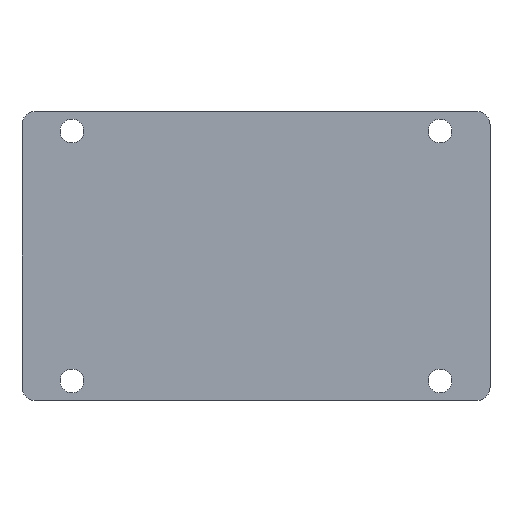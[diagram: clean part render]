
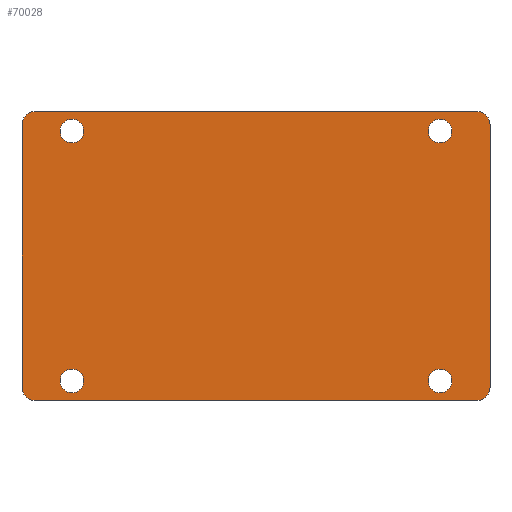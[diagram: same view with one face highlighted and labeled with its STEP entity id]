
A CAD part, front view. The second image highlights one B-rep face of the part: STEP entity #70028.
In plain terms, the highlighted face is planar.
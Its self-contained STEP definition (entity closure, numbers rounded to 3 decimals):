
#550 = FACE_OUTER_BOUND ( 'NONE', #24326, .T. ) ;
#661 = DIRECTION ( 'NONE',  ( 0., 0., 1. ) ) ;
#932 = DIRECTION ( 'NONE',  ( 1., 0., 0. ) ) ;
#1133 = DIRECTION ( 'NONE',  ( 1., 0., 0. ) ) ;
#1413 = CARTESIAN_POINT ( 'NONE',  ( -74.5, 47.5, 42. ) ) ;
#1587 = DIRECTION ( 'NONE',  ( 0., 0., 1. ) ) ;
#1942 = EDGE_CURVE ( 'NONE', #35423, #14924, #24987, .T. ) ;
#2192 = EDGE_CURVE ( 'NONE', #11069, #43796, #60372, .T. ) ;
#2261 = AXIS2_PLACEMENT_3D ( 'NONE', #13367, #3008, #14311 ) ;
#2308 = FACE_BOUND ( 'NONE', #13752, .T. ) ;
#3008 = DIRECTION ( 'NONE',  ( 0., 0., 1. ) ) ;
#4032 = ORIENTED_EDGE ( 'NONE', *, *, #18275, .F. ) ;
#4036 = AXIS2_PLACEMENT_3D ( 'NONE', #30583, #52662, #30352 ) ;
#4441 = CARTESIAN_POINT ( 'NONE',  ( 84., -55., 42. ) ) ;
#4688 = ORIENTED_EDGE ( 'NONE', *, *, #69803, .F. ) ;
#6356 = DIRECTION ( 'NONE',  ( 1., 0., 0. ) ) ;
#6883 = CARTESIAN_POINT ( 'NONE',  ( 70., 47.5, 42. ) ) ;
#7064 = EDGE_LOOP ( 'NONE', ( #4032, #20625 ) ) ;
#8757 = VERTEX_POINT ( 'NONE', #19478 ) ;
#9362 = AXIS2_PLACEMENT_3D ( 'NONE', #24080, #1587, #12703 ) ;
#9617 = ORIENTED_EDGE ( 'NONE', *, *, #36032, .F. ) ;
#9712 = CIRCLE ( 'NONE', #59936, 4.5 ) ;
#11069 = VERTEX_POINT ( 'NONE', #15335 ) ;
#11690 = VERTEX_POINT ( 'NONE', #29107 ) ;
#11975 = DIRECTION ( 'NONE',  ( 0., 0., 1. ) ) ;
#12161 = DIRECTION ( 'NONE',  ( 1., 0., 0. ) ) ;
#12333 = EDGE_CURVE ( 'NONE', #20277, #54391, #23476, .T. ) ;
#12703 = DIRECTION ( 'NONE',  ( 1., 0., 0. ) ) ;
#13026 = CARTESIAN_POINT ( 'NONE',  ( 74.5, 47.5, 42. ) ) ;
#13367 = CARTESIAN_POINT ( 'NONE',  ( 70., 47.5, 42. ) ) ;
#13647 = LINE ( 'NONE', #44302, #57128 ) ;
#13752 = EDGE_LOOP ( 'NONE', ( #33042, #64066 ) ) ;
#14311 = DIRECTION ( 'NONE',  ( -1., 0., 0. ) ) ;
#14587 = DIRECTION ( 'NONE',  ( 0., 0., 1. ) ) ;
#14887 = LINE ( 'NONE', #45763, #69849 ) ;
#14924 = VERTEX_POINT ( 'NONE', #34796 ) ;
#15335 = CARTESIAN_POINT ( 'NONE',  ( 74.5, -47.5, 42. ) ) ;
#15544 = EDGE_CURVE ( 'NONE', #43796, #11069, #49597, .T. ) ;
#15599 = CARTESIAN_POINT ( 'NONE',  ( -70., 47.5, 42. ) ) ;
#15707 = CARTESIAN_POINT ( 'NONE',  ( -70., 47.5, 42. ) ) ;
#16086 = DIRECTION ( 'NONE',  ( 0., -1., 0. ) ) ;
#16169 = CARTESIAN_POINT ( 'NONE',  ( -89., 55., 42. ) ) ;
#17485 = AXIS2_PLACEMENT_3D ( 'NONE', #51403, #661, #1133 ) ;
#18077 = DIRECTION ( 'NONE',  ( 0., 0., 1. ) ) ;
#18275 = EDGE_CURVE ( 'NONE', #54391, #20277, #9712, .T. ) ;
#18899 = AXIS2_PLACEMENT_3D ( 'NONE', #15707, #26131, #72172 ) ;
#19241 = AXIS2_PLACEMENT_3D ( 'NONE', #46019, #29152, #932 ) ;
#19315 = CARTESIAN_POINT ( 'NONE',  ( -70., -47.5, 42. ) ) ;
#19478 = CARTESIAN_POINT ( 'NONE',  ( 84., 55., 42. ) ) ;
#19874 = EDGE_CURVE ( 'NONE', #61847, #55503, #13647, .T. ) ;
#20062 = ORIENTED_EDGE ( 'NONE', *, *, #30228, .T. ) ;
#20277 = VERTEX_POINT ( 'NONE', #13026 ) ;
#20625 = ORIENTED_EDGE ( 'NONE', *, *, #12333, .F. ) ;
#21830 = EDGE_LOOP ( 'NONE', ( #26103, #51570 ) ) ;
#21832 = DIRECTION ( 'NONE',  ( -1., 0., 0. ) ) ;
#22196 = DIRECTION ( 'NONE',  ( 1., 0., 0. ) ) ;
#23476 = CIRCLE ( 'NONE', #2261, 4.5 ) ;
#24066 = CARTESIAN_POINT ( 'NONE',  ( 89., -50., 42. ) ) ;
#24080 = CARTESIAN_POINT ( 'NONE',  ( -70., -47.5, 42. ) ) ;
#24326 = EDGE_LOOP ( 'NONE', ( #35057, #50959, #27886, #60014, #20062, #48977, #26379, #45157 ) ) ;
#24987 = CIRCLE ( 'NONE', #19241, 5. ) ;
#25254 = VECTOR ( 'NONE', #38786, 1000. ) ;
#25494 = CARTESIAN_POINT ( 'NONE',  ( 84., -50., 42. ) ) ;
#26103 = ORIENTED_EDGE ( 'NONE', *, *, #15544, .F. ) ;
#26131 = DIRECTION ( 'NONE',  ( 0., 0., 1. ) ) ;
#26357 = CARTESIAN_POINT ( 'NONE',  ( -89., 50., 42. ) ) ;
#26379 = ORIENTED_EDGE ( 'NONE', *, *, #32375, .T. ) ;
#26847 = AXIS2_PLACEMENT_3D ( 'NONE', #45927, #11975, #57526 ) ;
#27330 = VERTEX_POINT ( 'NONE', #69932 ) ;
#27886 = ORIENTED_EDGE ( 'NONE', *, *, #19874, .T. ) ;
#29055 = EDGE_CURVE ( 'NONE', #27330, #11690, #52028, .T. ) ;
#29107 = CARTESIAN_POINT ( 'NONE',  ( -65.5, -47.5, 42. ) ) ;
#29152 = DIRECTION ( 'NONE',  ( 0., 0., 1. ) ) ;
#29219 = CIRCLE ( 'NONE', #57516, 5. ) ;
#29237 = CARTESIAN_POINT ( 'NONE',  ( -84., 55., 42. ) ) ;
#29279 = EDGE_LOOP ( 'NONE', ( #4688, #9617 ) ) ;
#29562 = CIRCLE ( 'NONE', #61897, 5. ) ;
#30228 = EDGE_CURVE ( 'NONE', #8757, #47738, #65143, .T. ) ;
#30352 = DIRECTION ( 'NONE',  ( 1., 0., 0. ) ) ;
#30583 = CARTESIAN_POINT ( 'NONE',  ( -84., 50., 42. ) ) ;
#30620 = FACE_BOUND ( 'NONE', #21830, .T. ) ;
#31731 = VERTEX_POINT ( 'NONE', #26357 ) ;
#32375 = EDGE_CURVE ( 'NONE', #31731, #35423, #38422, .T. ) ;
#32488 = AXIS2_PLACEMENT_3D ( 'NONE', #15599, #55265, #21832 ) ;
#33042 = ORIENTED_EDGE ( 'NONE', *, *, #29055, .F. ) ;
#34135 = CARTESIAN_POINT ( 'NONE',  ( -65.5, 47.5, 42. ) ) ;
#34546 = EDGE_CURVE ( 'NONE', #55503, #8757, #29219, .T. ) ;
#34621 = DIRECTION ( 'NONE',  ( 0., 0., 1. ) ) ;
#34796 = CARTESIAN_POINT ( 'NONE',  ( -84., -55., 42. ) ) ;
#35057 = ORIENTED_EDGE ( 'NONE', *, *, #44774, .T. ) ;
#35423 = VERTEX_POINT ( 'NONE', #50886 ) ;
#36032 = EDGE_CURVE ( 'NONE', #66953, #67216, #42693, .T. ) ;
#37444 = DIRECTION ( 'NONE',  ( 0., 0., 1. ) ) ;
#37764 = FACE_BOUND ( 'NONE', #7064, .T. ) ;
#37801 = CIRCLE ( 'NONE', #4036, 5. ) ;
#38269 = CARTESIAN_POINT ( 'NONE',  ( 65.5, 47.5, 42. ) ) ;
#38422 = LINE ( 'NONE', #66628, #44657 ) ;
#38786 = DIRECTION ( 'NONE',  ( -1., 0., 0. ) ) ;
#41322 = DIRECTION ( 'NONE',  ( 0., 0., 1. ) ) ;
#42693 = CIRCLE ( 'NONE', #32488, 4.5 ) ;
#43796 = VERTEX_POINT ( 'NONE', #60634 ) ;
#44302 = CARTESIAN_POINT ( 'NONE',  ( 89., 55., 42. ) ) ;
#44657 = VECTOR ( 'NONE', #16086, 1000. ) ;
#44774 = EDGE_CURVE ( 'NONE', #14924, #60451, #14887, .T. ) ;
#45027 = CARTESIAN_POINT ( 'NONE',  ( 70., -47.5, 42. ) ) ;
#45157 = ORIENTED_EDGE ( 'NONE', *, *, #1942, .T. ) ;
#45742 = FACE_BOUND ( 'NONE', #29279, .T. ) ;
#45763 = CARTESIAN_POINT ( 'NONE',  ( -89., -55., 42. ) ) ;
#45927 = CARTESIAN_POINT ( 'NONE',  ( 70., -47.5, 42. ) ) ;
#45966 = PLANE ( 'NONE',  #17485 ) ;
#46019 = CARTESIAN_POINT ( 'NONE',  ( -84., -50., 42. ) ) ;
#46906 = EDGE_CURVE ( 'NONE', #47738, #31731, #37801, .T. ) ;
#47684 = CARTESIAN_POINT ( 'NONE',  ( 89., 50., 42. ) ) ;
#47738 = VERTEX_POINT ( 'NONE', #29237 ) ;
#48977 = ORIENTED_EDGE ( 'NONE', *, *, #46906, .T. ) ;
#49597 = CIRCLE ( 'NONE', #57923, 4.5 ) ;
#50886 = CARTESIAN_POINT ( 'NONE',  ( -89., -50., 42. ) ) ;
#50959 = ORIENTED_EDGE ( 'NONE', *, *, #65034, .T. ) ;
#51403 = CARTESIAN_POINT ( 'NONE',  ( 0., 0., 42. ) ) ;
#51570 = ORIENTED_EDGE ( 'NONE', *, *, #2192, .F. ) ;
#52028 = CIRCLE ( 'NONE', #64776, 4.5 ) ;
#52662 = DIRECTION ( 'NONE',  ( 0., 0., 1. ) ) ;
#54391 = VERTEX_POINT ( 'NONE', #38269 ) ;
#54958 = DIRECTION ( 'NONE',  ( 0., 1., 0. ) ) ;
#55265 = DIRECTION ( 'NONE',  ( 0., 0., 1. ) ) ;
#55503 = VERTEX_POINT ( 'NONE', #47684 ) ;
#57128 = VECTOR ( 'NONE', #54958, 1000. ) ;
#57516 = AXIS2_PLACEMENT_3D ( 'NONE', #57720, #18077, #12161 ) ;
#57526 = DIRECTION ( 'NONE',  ( 1., 0., 0. ) ) ;
#57720 = CARTESIAN_POINT ( 'NONE',  ( 84., 50., 42. ) ) ;
#57923 = AXIS2_PLACEMENT_3D ( 'NONE', #45027, #34621, #22196 ) ;
#58623 = EDGE_CURVE ( 'NONE', #11690, #27330, #64511, .T. ) ;
#59936 = AXIS2_PLACEMENT_3D ( 'NONE', #6883, #41322, #64307 ) ;
#60014 = ORIENTED_EDGE ( 'NONE', *, *, #34546, .T. ) ;
#60372 = CIRCLE ( 'NONE', #26847, 4.5 ) ;
#60451 = VERTEX_POINT ( 'NONE', #4441 ) ;
#60634 = CARTESIAN_POINT ( 'NONE',  ( 65.5, -47.5, 42. ) ) ;
#61847 = VERTEX_POINT ( 'NONE', #24066 ) ;
#61897 = AXIS2_PLACEMENT_3D ( 'NONE', #25494, #37444, #71314 ) ;
#63476 = CIRCLE ( 'NONE', #18899, 4.5 ) ;
#64066 = ORIENTED_EDGE ( 'NONE', *, *, #58623, .F. ) ;
#64307 = DIRECTION ( 'NONE',  ( -1., 0., 0. ) ) ;
#64511 = CIRCLE ( 'NONE', #9362, 4.5 ) ;
#64776 = AXIS2_PLACEMENT_3D ( 'NONE', #19315, #14587, #65164 ) ;
#65034 = EDGE_CURVE ( 'NONE', #60451, #61847, #29562, .T. ) ;
#65143 = LINE ( 'NONE', #16169, #25254 ) ;
#65164 = DIRECTION ( 'NONE',  ( 1., 0., 0. ) ) ;
#66628 = CARTESIAN_POINT ( 'NONE',  ( -89., 55., 42. ) ) ;
#66953 = VERTEX_POINT ( 'NONE', #34135 ) ;
#67216 = VERTEX_POINT ( 'NONE', #1413 ) ;
#69803 = EDGE_CURVE ( 'NONE', #67216, #66953, #63476, .T. ) ;
#69849 = VECTOR ( 'NONE', #6356, 1000. ) ;
#69932 = CARTESIAN_POINT ( 'NONE',  ( -74.5, -47.5, 42. ) ) ;
#70028 = ADVANCED_FACE ( 'NONE', ( #37764, #2308, #550, #30620, #45742 ), #45966, .T. ) ;
#71314 = DIRECTION ( 'NONE',  ( 1., 0., 0. ) ) ;
#72172 = DIRECTION ( 'NONE',  ( -1., 0., 0. ) ) ;
